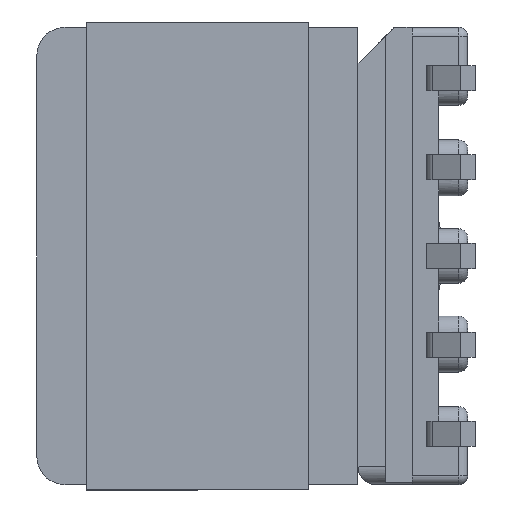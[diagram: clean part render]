
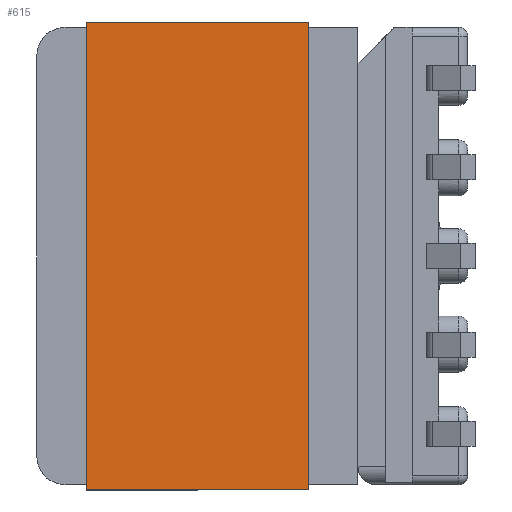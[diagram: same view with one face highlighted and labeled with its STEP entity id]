
A CAD part, left-side view. The second image highlights one B-rep face of the part: STEP entity #615.
In plain terms, the highlighted planar face has unit normal (-1, 0, 0).
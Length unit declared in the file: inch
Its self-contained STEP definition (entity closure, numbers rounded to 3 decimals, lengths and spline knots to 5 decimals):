
#615 = ADVANCED_FACE ( 'NONE', ( #9429 ), #1436, .T. ) ;
#885 = LINE ( 'NONE', #4215, #9419 ) ;
#1131 = DIRECTION ( 'NONE',  ( 0., -1., 0. ) ) ;
#1210 = ORIENTED_EDGE ( 'NONE', *, *, #1377, .T. ) ;
#1243 = EDGE_CURVE ( 'NONE', #7025, #11314, #8934, .T. ) ;
#1377 = EDGE_CURVE ( 'NONE', #3313, #7906, #885, .T. ) ;
#1436 = PLANE ( 'NONE',  #12127 ) ;
#1480 = CARTESIAN_POINT ( 'NONE',  ( -0.00591, 0.00591, -0.24488 ) ) ;
#1500 = DIRECTION ( 'NONE',  ( 0., -1., 0. ) ) ;
#1566 = DIRECTION ( 'NONE',  ( -1., 0., 0. ) ) ;
#1681 = DIRECTION ( 'NONE',  ( 0., -1., 0. ) ) ;
#2315 = VECTOR ( 'NONE', #1131, 39.37008 ) ;
#2974 = LINE ( 'NONE', #3281, #2315 ) ;
#3281 = CARTESIAN_POINT ( 'NONE',  ( -0.00591, 0.00591, -0.24488 ) ) ;
#3313 = VERTEX_POINT ( 'NONE', #10123 ) ;
#3374 = ORIENTED_EDGE ( 'NONE', *, *, #13617, .F. ) ;
#4215 = CARTESIAN_POINT ( 'NONE',  ( -0.00591, -0.50984, -0.24488 ) ) ;
#4639 = ORIENTED_EDGE ( 'NONE', *, *, #1243, .F. ) ;
#6051 = VECTOR ( 'NONE', #11522, 39.37008 ) ;
#6957 = ORIENTED_EDGE ( 'NONE', *, *, #7184, .T. ) ;
#7025 = VERTEX_POINT ( 'NONE', #13781 ) ;
#7184 = EDGE_CURVE ( 'NONE', #7025, #3313, #2974, .T. ) ;
#7647 = LINE ( 'NONE', #13145, #12573 ) ;
#7906 = VERTEX_POINT ( 'NONE', #10885 ) ;
#8183 = CARTESIAN_POINT ( 'NONE',  ( -0.00591, 0.00591, 0. ) ) ;
#8934 = LINE ( 'NONE', #11356, #6051 ) ;
#9419 = VECTOR ( 'NONE', #13721, 39.37008 ) ;
#9429 = FACE_OUTER_BOUND ( 'NONE', #11596, .T. ) ;
#10123 = CARTESIAN_POINT ( 'NONE',  ( -0.00591, -0.50984, -0.24488 ) ) ;
#10885 = CARTESIAN_POINT ( 'NONE',  ( -0.00591, -0.50984, 0. ) ) ;
#11314 = VERTEX_POINT ( 'NONE', #8183 ) ;
#11356 = CARTESIAN_POINT ( 'NONE',  ( -0.00591, 0.00591, -0.24488 ) ) ;
#11522 = DIRECTION ( 'NONE',  ( 0., 0., 1. ) ) ;
#11596 = EDGE_LOOP ( 'NONE', ( #3374, #4639, #6957, #1210 ) ) ;
#12127 = AXIS2_PLACEMENT_3D ( 'NONE', #1480, #1566, #1681 ) ;
#12573 = VECTOR ( 'NONE', #1500, 39.37008 ) ;
#13145 = CARTESIAN_POINT ( 'NONE',  ( -0.00591, 0.00591, 0. ) ) ;
#13617 = EDGE_CURVE ( 'NONE', #11314, #7906, #7647, .T. ) ;
#13721 = DIRECTION ( 'NONE',  ( 0., 0., 1. ) ) ;
#13781 = CARTESIAN_POINT ( 'NONE',  ( -0.00591, 0.00591, -0.24488 ) ) ;
